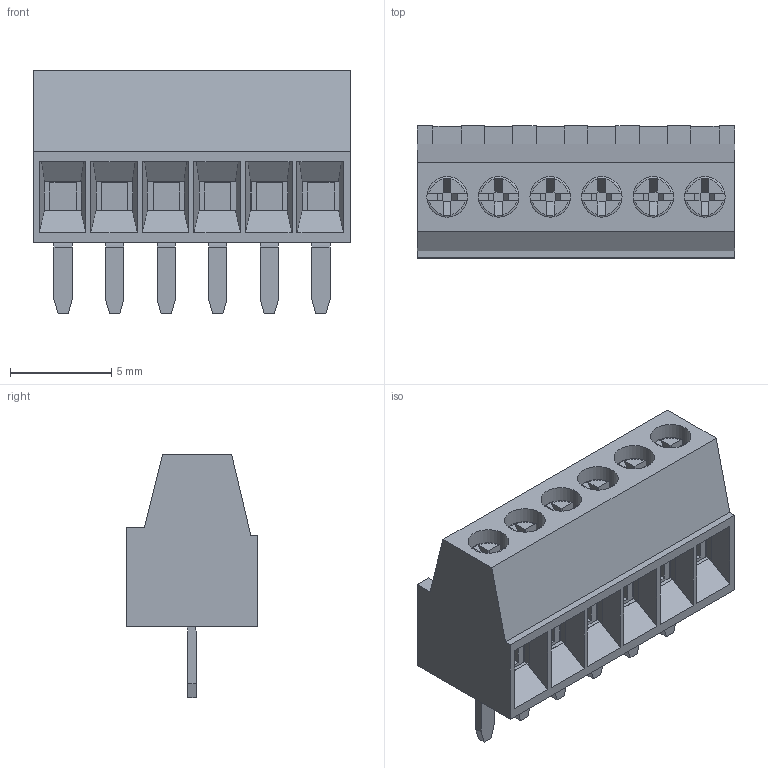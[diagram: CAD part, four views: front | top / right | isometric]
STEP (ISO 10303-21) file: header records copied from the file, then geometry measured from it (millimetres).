
FILE_DESCRIPTION(/* description */ ('Unknown'),/* implementation_level */ '2;1');
FILE_NAME(/* name */ '691210910006',/* time_stamp */ '2017-07-03T14:50:37+02:00',/* author */ ('Unknown'),/* organization */ ('Unknown'),/* preprocessor_version */ 'ST-DEVELOPER v16.7',/* originating_system */ 'DEX',/* authorisation */ $);
FILE_SCHEMA (('AUTOMOTIVE_DESIGN {1 0 10303 214 3 1 1}'));
Length unit declared in the file: millimetre
Products named in the file (5): 6912109100xx; 691210910006; 6912109100xx_CAGE; 6912109100xx_PIN; 6912109100xx_VIS
Assembly tree (19 placements, depth 2):
  6912109100xx
    691210910006
    6912109100xx_CAGE  x6
    6912109100xx_PIN  x6
    6912109100xx_VIS  x6
Bounding box: 15.64 x 6.5 x 12 mm (x, y, z)
Volume: 506.6 mm3; surface area: 1940.9 mm2
Topology: 19 solids, 19 shells, 694 faces, 1860 edges, 1204 vertices
Faces by surface type: plane 604, cylinder 66, torus 18, cone 6
Full cylindrical faces by diameter (mm): 1.5 x12, 1.7 x6, 2 x6, 2.1 x6
Entity records: 10598 total; most frequent: CARTESIAN_POINT 1827, ORIENTED_EDGE 1752, DIRECTION 1600, EDGE_CURVE 876, LINE 810, VECTOR 810, VERTEX_POINT 582, AXIS2_PLACEMENT_3D 395
